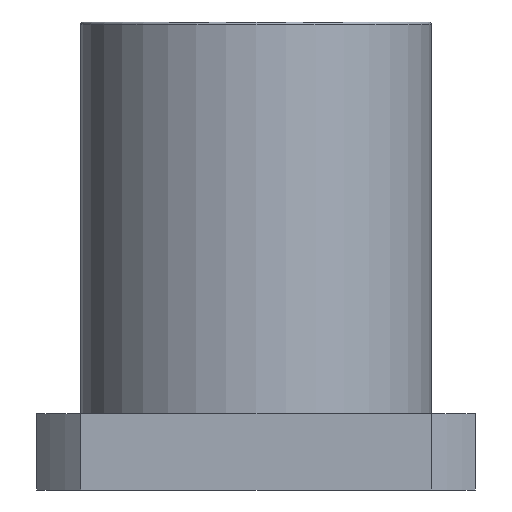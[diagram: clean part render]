
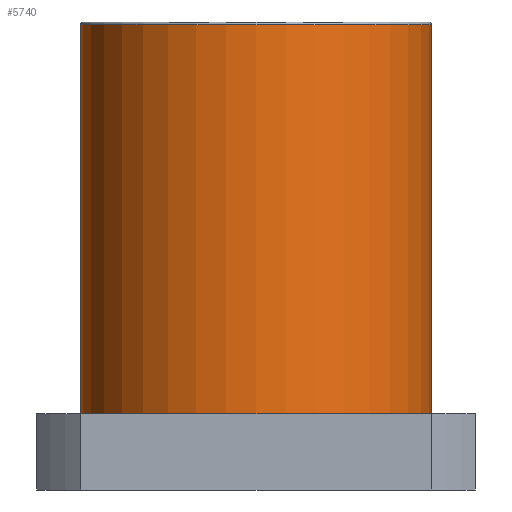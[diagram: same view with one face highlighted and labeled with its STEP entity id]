
A CAD part, front view. The second image highlights one B-rep face of the part: STEP entity #5740.
In plain terms, the highlighted cylindrical face has radius 30 mm (diameter 60 mm), a partial arc.
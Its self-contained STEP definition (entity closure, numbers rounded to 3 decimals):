
#216 = CARTESIAN_POINT ( 'NONE',  ( 0., 0., 0. ) ) ;
#315 = DIRECTION ( 'NONE',  ( 0., 0., -1. ) ) ;
#476 = DIRECTION ( 'NONE',  ( -1., 0., 0. ) ) ;
#625 = DIRECTION ( 'NONE',  ( 1., 0., 0. ) ) ;
#799 = ORIENTED_EDGE ( 'NONE', *, *, #14172, .T. ) ;
#866 = CARTESIAN_POINT ( 'NONE',  ( -30., 0., 66.5 ) ) ;
#1583 = DIRECTION ( 'NONE',  ( 0., 0., -1. ) ) ;
#2135 = ORIENTED_EDGE ( 'NONE', *, *, #2836, .T. ) ;
#2646 = DIRECTION ( 'NONE',  ( 0., 0., -1. ) ) ;
#2746 = AXIS2_PLACEMENT_3D ( 'NONE', #216, #14679, #6185 ) ;
#2836 = EDGE_CURVE ( 'NONE', #9920, #6777, #4898, .T. ) ;
#3416 = DIRECTION ( 'NONE',  ( 0., 0., -1. ) ) ;
#3501 = CIRCLE ( 'NONE', #2746, 30. ) ;
#4225 = VECTOR ( 'NONE', #315, 1000. ) ;
#4898 = CIRCLE ( 'NONE', #11844, 30. ) ;
#5131 = LINE ( 'NONE', #7373, #4225 ) ;
#5740 = ADVANCED_FACE ( 'NONE', ( #7458 ), #10901, .T. ) ;
#6185 = DIRECTION ( 'NONE',  ( 1., 0., 0. ) ) ;
#6366 = CARTESIAN_POINT ( 'NONE',  ( 30., 0., 66.5 ) ) ;
#6777 = VERTEX_POINT ( 'NONE', #866 ) ;
#6979 = CARTESIAN_POINT ( 'NONE',  ( 30., 0., 67. ) ) ;
#7141 = VERTEX_POINT ( 'NONE', #9532 ) ;
#7373 = CARTESIAN_POINT ( 'NONE',  ( -30., 0., 67. ) ) ;
#7458 = FACE_OUTER_BOUND ( 'NONE', #8510, .T. ) ;
#8071 = LINE ( 'NONE', #6979, #10441 ) ;
#8510 = EDGE_LOOP ( 'NONE', ( #14570, #2135, #9379, #799 ) ) ;
#8818 = EDGE_CURVE ( 'NONE', #9920, #12763, #8071, .T. ) ;
#9379 = ORIENTED_EDGE ( 'NONE', *, *, #13907, .T. ) ;
#9532 = CARTESIAN_POINT ( 'NONE',  ( -30., 0., 0. ) ) ;
#9920 = VERTEX_POINT ( 'NONE', #6366 ) ;
#10441 = VECTOR ( 'NONE', #3416, 1000. ) ;
#10901 = CYLINDRICAL_SURFACE ( 'NONE', #14307, 30. ) ;
#10974 = CARTESIAN_POINT ( 'NONE',  ( 0., 0., 66.5 ) ) ;
#11844 = AXIS2_PLACEMENT_3D ( 'NONE', #10974, #2646, #625 ) ;
#12224 = CARTESIAN_POINT ( 'NONE',  ( 0., 0., 67. ) ) ;
#12763 = VERTEX_POINT ( 'NONE', #13594 ) ;
#13594 = CARTESIAN_POINT ( 'NONE',  ( 30., 0., 0. ) ) ;
#13907 = EDGE_CURVE ( 'NONE', #6777, #7141, #5131, .T. ) ;
#14172 = EDGE_CURVE ( 'NONE', #7141, #12763, #3501, .T. ) ;
#14307 = AXIS2_PLACEMENT_3D ( 'NONE', #12224, #1583, #476 ) ;
#14570 = ORIENTED_EDGE ( 'NONE', *, *, #8818, .F. ) ;
#14679 = DIRECTION ( 'NONE',  ( 0., 0., 1. ) ) ;
